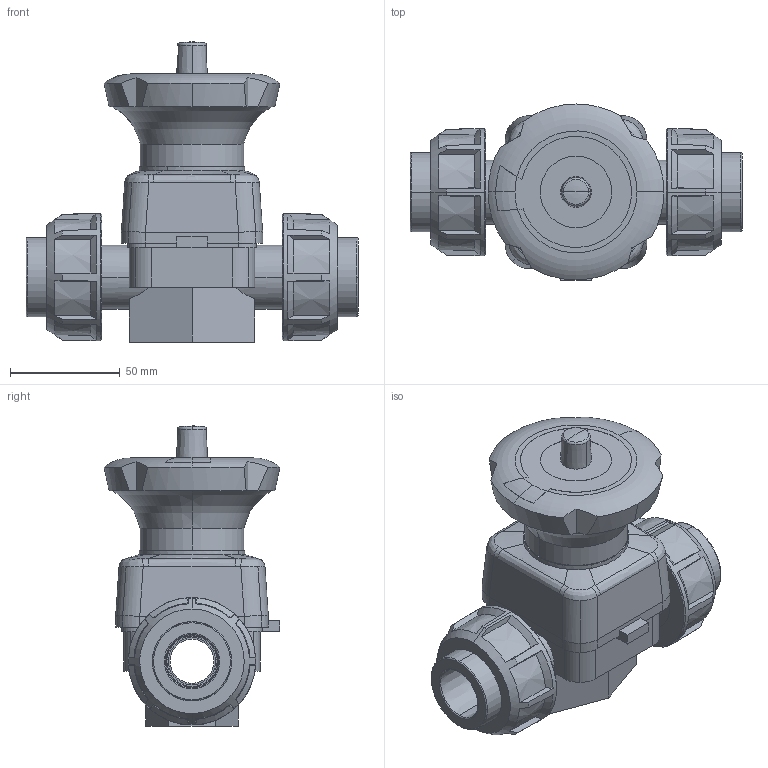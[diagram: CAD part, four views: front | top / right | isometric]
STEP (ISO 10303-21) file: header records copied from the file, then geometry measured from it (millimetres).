
FILE_DESCRIPTION(('STEP AP214'),'1');
FILE_NAME('dkuim025e.stp','2017-04-07T15:34:52',('TraceParts'),('TraceParts S.A.'),'Spatial InterOp 3D',' ',' ');
FILE_SCHEMA(('automotive_design'));
Length unit declared in the file: millimetre
Products named in the file (8): dkuim025e_1; dkuim025e_2; dkuim025e_3; dkuim025e_4; dkuim025e_5; dkuim025e_6; dkuim025e_7; dkuim025e_8
Bounding box: 151 x 80 x 136.55 mm (x, y, z)
Volume: 463569.4 mm3; surface area: 98002.3 mm2
Topology: 8 solids, 8 shells, 318 faces, 833 edges, 541 vertices
Faces by surface type: plane 123, cylinder 85, cone 56, torus 28, bspline 26
Entity records: 14117 total; most frequent: CARTESIAN_POINT 3722, ORIENTED_EDGE 1662, DIRECTION 1624, EDGE_CURVE 831, AXIS2_PLACEMENT_3D 691, VERTEX_POINT 541, CIRCLE 367, EDGE_LOOP 340
